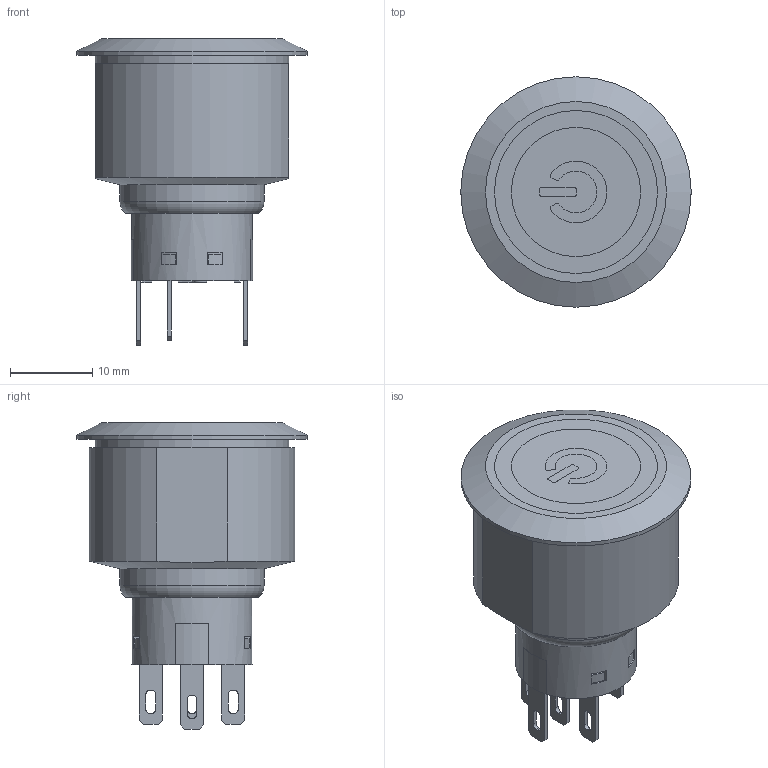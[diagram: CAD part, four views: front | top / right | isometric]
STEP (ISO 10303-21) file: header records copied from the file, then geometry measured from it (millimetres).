
FILE_DESCRIPTION(/* description */ (''),/* implementation_level */ '2;1');
FILE_NAME(/* name */ 'ULV8F2Bxx6xx.stp',/* time_stamp */ '2025-08-20T11:42:14-05:00',/* author */ ('jsteinblock'),/* organization */ (''),/* preprocessor_version */ 'ST-DEVELOPER v18.1',/* originating_system */ 'Autodesk Inventor 2022',/* authorisation */ '');
FILE_SCHEMA (('AUTOMOTIVE_DESIGN { 1 0 10303 214 3 1 1 }'));
Length unit declared in the file: inch
Products named in the file (1): ULV8F2Bxx6xx
Bounding box: 28 x 28 x 37.2 mm (x, y, z)
Volume: 9938.6 mm3; surface area: 4946.9 mm2
Topology: 1 solids, 2 shells, 276 faces, 757 edges, 498 vertices
Faces by surface type: plane 177, cylinder 50, bspline 46, cone 2, torus 1
Full cylindrical faces by diameter (mm): 13.3 x1, 14.7 x1, 15 x1, 15.7 x2, 17.5 x1, 19.8 x2, 23.5 x1, 28 x1
Entity records: 9059 total; most frequent: CARTESIAN_POINT 2134, ORIENTED_EDGE 1514, DIRECTION 1280, EDGE_CURVE 757, LINE 508, VECTOR 508, VERTEX_POINT 498, AXIS2_PLACEMENT_3D 386
